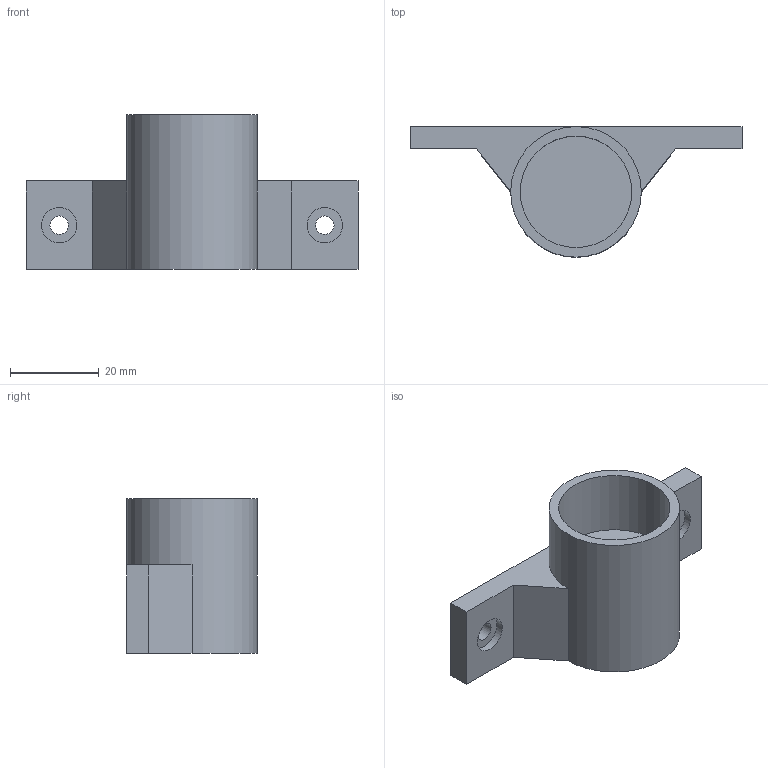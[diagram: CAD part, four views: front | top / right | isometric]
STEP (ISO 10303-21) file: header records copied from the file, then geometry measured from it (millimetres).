
FILE_DESCRIPTION(('FreeCAD Model'),'2;1');
FILE_NAME('Open CASCADE Shape Model','2024-11-09T22:41:19',(''),(''), 'Open CASCADE STEP processor 7.7','FreeCAD','Unknown');
FILE_SCHEMA(('AUTOMOTIVE_DESIGN { 1 0 10303 214 1 1 1 1 }'));
Length unit declared in the file: millimetre
Products named in the file (1): Body
Bounding box: 75 x 29.5 x 35 mm (x, y, z)
Volume: 24103.7 mm3; surface area: 8580.8 mm2
Topology: 1 solids, 1 shells, 20 faces, 43 edges, 28 vertices
Faces by surface type: plane 14, cylinder 6
Full cylindrical faces by diameter (mm): 4.2 x2, 8 x2, 25.2 x1, 29.5 x1
Entity records: 574 total; most frequent: DIRECTION 98, CARTESIAN_POINT 93, ORIENTED_EDGE 86, EDGE_CURVE 43, AXIS2_PLACEMENT_3D 35, VERTEX_POINT 28, LINE 28, VECTOR 28
